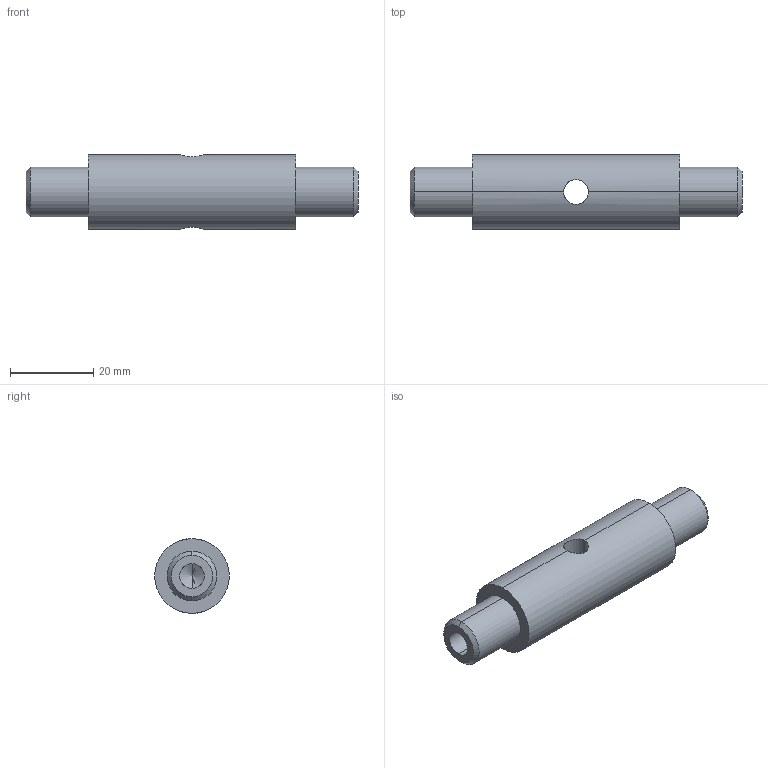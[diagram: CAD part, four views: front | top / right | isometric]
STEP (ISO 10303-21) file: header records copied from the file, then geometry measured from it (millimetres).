
FILE_DESCRIPTION (( 'STEP AP214' ), '1' );
FILE_NAME ('Part4. Shaft.STEP', '2025-02-20T15:02:14', ( '' ), ( '' ), 'SwSTEP 2.0', 'SolidWorks 2024', '' );
FILE_SCHEMA (( 'AUTOMOTIVE_DESIGN' ));
Length unit declared in the file: millimetre
Products named in the file (1): Part4. Shaft
Bounding box: 80 x 18 x 18 mm (x, y, z)
Volume: 14434.3 mm3; surface area: 5401.5 mm2
Topology: 1 solids, 1 shells, 24 faces, 56 edges, 31 vertices
Faces by surface type: cylinder 14, cone 6, plane 4
Entity records: 805 total; most frequent: CARTESIAN_POINT 258, DIRECTION 112, ORIENTED_EDGE 108, EDGE_CURVE 54, AXIS2_PLACEMENT_3D 45, VERTEX_POINT 31, EDGE_LOOP 27, ADVANCED_FACE 24
